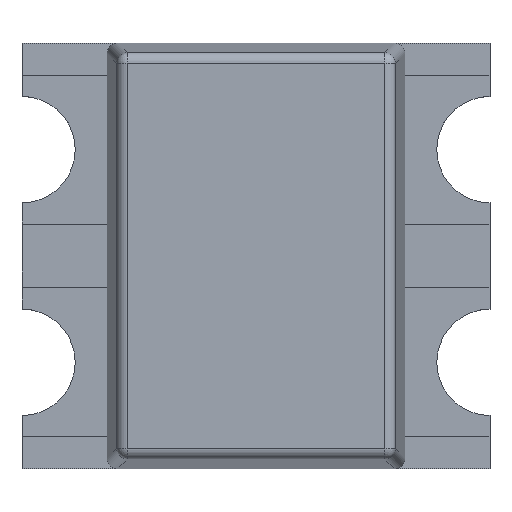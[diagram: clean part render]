
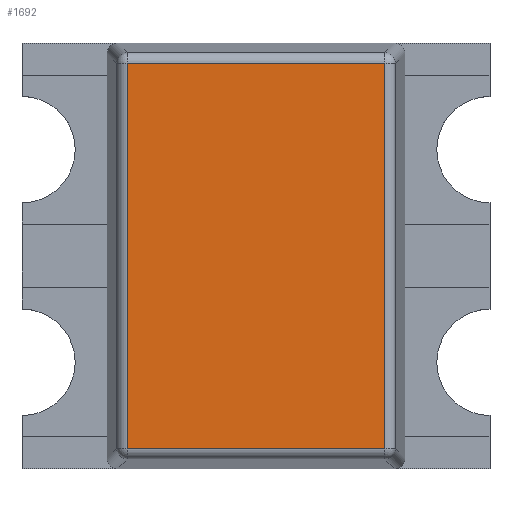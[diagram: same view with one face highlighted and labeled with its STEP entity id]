
A CAD part, top view. The second image highlights one B-rep face of the part: STEP entity #1692.
In plain terms, the highlighted planar face has unit normal (0, 0, 1).
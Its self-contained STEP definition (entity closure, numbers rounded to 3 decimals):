
#202=FACE_OUTER_BOUND('',#304,.T.);
#304=EDGE_LOOP('',(#1503,#1504,#1505,#1506));
#480=LINE('',#2768,#668);
#486=LINE('',#2797,#674);
#488=LINE('',#2800,#676);
#490=LINE('',#2803,#678);
#668=VECTOR('',#2278,10.);
#674=VECTOR('',#2310,10.);
#676=VECTOR('',#2314,10.);
#678=VECTOR('',#2318,10.);
#812=VERTEX_POINT('',#2742);
#817=VERTEX_POINT('',#2755);
#822=VERTEX_POINT('',#2771);
#827=VERTEX_POINT('',#2784);
#1036=EDGE_CURVE('',#812,#817,#480,.T.);
#1050=EDGE_CURVE('',#817,#827,#486,.T.);
#1052=EDGE_CURVE('',#827,#822,#488,.T.);
#1054=EDGE_CURVE('',#822,#812,#490,.T.);
#1503=ORIENTED_EDGE('',*,*,#1036,.F.);
#1504=ORIENTED_EDGE('',*,*,#1054,.F.);
#1505=ORIENTED_EDGE('',*,*,#1052,.F.);
#1506=ORIENTED_EDGE('',*,*,#1050,.F.);
#1590=PLANE('',#1858);
#1692=ADVANCED_FACE('',(#202),#1590,.T.);
#1858=AXIS2_PLACEMENT_3D('',#2811,#2329,#2330);
#2278=DIRECTION('',(1.,0.,0.));
#2310=DIRECTION('',(0.,-1.,0.));
#2314=DIRECTION('',(-1.,0.,0.));
#2318=DIRECTION('',(0.,1.,0.));
#2329=DIRECTION('center_axis',(0.,0.,1.));
#2330=DIRECTION('ref_axis',(1.,0.,0.));
#2742=CARTESIAN_POINT('',(0.495,1.905,0.84));
#2755=CARTESIAN_POINT('',(1.705,1.905,0.84));
#2768=CARTESIAN_POINT('',(0.75,1.905,0.84));
#2771=CARTESIAN_POINT('',(0.495,0.095,0.84));
#2784=CARTESIAN_POINT('',(1.705,0.095,0.84));
#2797=CARTESIAN_POINT('',(1.705,1.5,0.84));
#2800=CARTESIAN_POINT('',(1.45,0.095,0.84));
#2803=CARTESIAN_POINT('',(0.495,0.5,0.84));
#2811=CARTESIAN_POINT('Origin',(1.1,1.,0.84));
